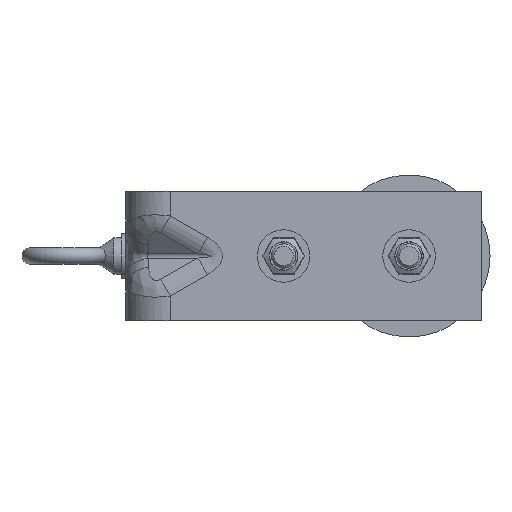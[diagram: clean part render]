
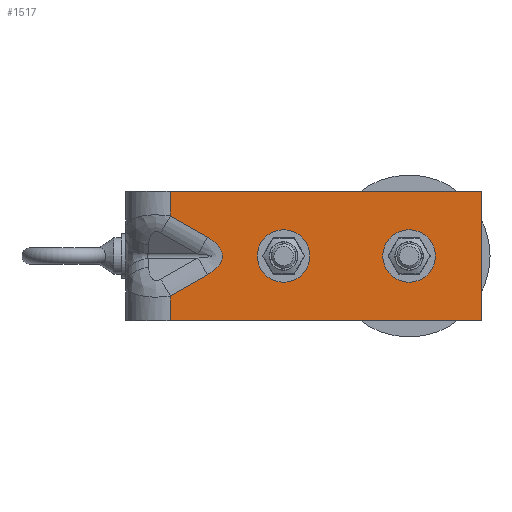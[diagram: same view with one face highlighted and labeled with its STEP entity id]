
A CAD part, left-side view. The second image highlights one B-rep face of the part: STEP entity #1517.
In plain terms, the highlighted planar face has unit normal (-1, 0, 0).
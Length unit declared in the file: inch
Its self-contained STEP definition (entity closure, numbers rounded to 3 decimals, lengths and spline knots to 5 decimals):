
#254=CARTESIAN_POINT('',(0.,3.0625,1.19531));
#255=VERTEX_POINT('',#254);
#256=CARTESIAN_POINT('',(0.,3.0625,1.));
#257=DIRECTION('',(1.0,0.0,0.0));
#258=DIRECTION('',(0.0,0.0,-1.0));
#259=AXIS2_PLACEMENT_3D('',#256,#257,#258);
#260=CIRCLE('',#259,0.19531);
#261=EDGE_CURVE('',#255,#255,#260,.T.);
#352=CARTESIAN_POINT('',(0.0,1.125,1.19531));
#353=VERTEX_POINT('',#352);
#354=CARTESIAN_POINT('',(0.0,1.125,1.));
#355=DIRECTION('',(1.0,0.0,0.0));
#356=DIRECTION('',(0.0,0.0,-1.0));
#357=AXIS2_PLACEMENT_3D('',#354,#355,#356);
#358=CIRCLE('',#357,0.19531);
#359=EDGE_CURVE('',#353,#353,#358,.T.);
#1055=CARTESIAN_POINT('',(0.0,4.8125,1.61603));
#1056=VERTEX_POINT('',#1055);
#1138=CARTESIAN_POINT('',(0.0,4.8125,0.38397));
#1139=VERTEX_POINT('',#1138);
#1182=CARTESIAN_POINT('',(0.0,4.23951,0.7106));
#1183=VERTEX_POINT('',#1182);
#1200=CARTESIAN_POINT('',(0.0,4.8125,0.38397));
#1201=DIRECTION('',(0.0,-0.869,0.495));
#1202=VECTOR('',#1201,0.65955);
#1203=LINE('',#1200,#1202);
#1204=EDGE_CURVE('',#1139,#1183,#1203,.T.);
#1245=CARTESIAN_POINT('',(0.0,4.23951,1.2894));
#1246=VERTEX_POINT('',#1245);
#1264=CARTESIAN_POINT('',(0.0,5.64978,1.));
#1265=DIRECTION('',(-1.0,0.0,0.0));
#1266=DIRECTION('',(0.0,-1.0,0.0));
#1267=AXIS2_PLACEMENT_3D('',#1264,#1265,#1266);
#1268=ELLIPSE('',#1267,1.64464,0.5625);
#1269=EDGE_CURVE('',#1183,#1246,#1268,.T.);
#1280=CARTESIAN_POINT('',(0.0,4.23951,1.2894));
#1281=DIRECTION('',(0.0,0.869,0.495));
#1282=VECTOR('',#1281,0.65955);
#1283=LINE('',#1280,#1282);
#1284=EDGE_CURVE('',#1246,#1056,#1283,.T.);
#1463=CARTESIAN_POINT('',(0.0,0.0,0.0));
#1464=DIRECTION('',(-1.0,0.0,0.0));
#1465=DIRECTION('',(0.0,0.0,1.0));
#1466=AXIS2_PLACEMENT_3D('',#1463,#1464,#1465);
#1467=PLANE('',#1466);
#1468=ORIENTED_EDGE('',*,*,#1284,.F.);
#1469=ORIENTED_EDGE('',*,*,#1269,.F.);
#1470=ORIENTED_EDGE('',*,*,#1204,.F.);
#1471=CARTESIAN_POINT('',(0.0,4.8125,0.0));
#1472=VERTEX_POINT('',#1471);
#1473=CARTESIAN_POINT('',(0.0,4.8125,0.0));
#1474=DIRECTION('',(0.0,0.0,1.0));
#1475=VECTOR('',#1474,0.38397);
#1476=LINE('',#1473,#1475);
#1477=EDGE_CURVE('',#1472,#1139,#1476,.T.);
#1478=ORIENTED_EDGE('',*,*,#1477,.F.);
#1479=CARTESIAN_POINT('',(0.0,0.0,0.0));
#1480=VERTEX_POINT('',#1479);
#1481=CARTESIAN_POINT('',(0.0,0.0,0.0));
#1482=DIRECTION('',(0.0,1.0,0.0));
#1483=VECTOR('',#1482,4.8125);
#1484=LINE('',#1481,#1483);
#1485=EDGE_CURVE('',#1480,#1472,#1484,.T.);
#1486=ORIENTED_EDGE('',*,*,#1485,.F.);
#1487=CARTESIAN_POINT('',(0.0,0.0,2.0));
#1488=VERTEX_POINT('',#1487);
#1489=CARTESIAN_POINT('',(0.0,0.0,0.0));
#1490=DIRECTION('',(0.0,0.0,1.0));
#1491=VECTOR('',#1490,2.0);
#1492=LINE('',#1489,#1491);
#1493=EDGE_CURVE('',#1480,#1488,#1492,.T.);
#1494=ORIENTED_EDGE('',*,*,#1493,.T.);
#1495=CARTESIAN_POINT('',(0.0,4.8125,2.0));
#1496=VERTEX_POINT('',#1495);
#1497=CARTESIAN_POINT('',(0.0,0.0,2.0));
#1498=DIRECTION('',(0.0,1.0,0.0));
#1499=VECTOR('',#1498,4.8125);
#1500=LINE('',#1497,#1499);
#1501=EDGE_CURVE('',#1488,#1496,#1500,.T.);
#1502=ORIENTED_EDGE('',*,*,#1501,.T.);
#1503=CARTESIAN_POINT('',(0.0,4.8125,1.61603));
#1504=DIRECTION('',(0.0,0.0,1.0));
#1505=VECTOR('',#1504,0.38397);
#1506=LINE('',#1503,#1505);
#1507=EDGE_CURVE('',#1056,#1496,#1506,.T.);
#1508=ORIENTED_EDGE('',*,*,#1507,.F.);
#1509=EDGE_LOOP('',(#1468,#1469,#1470,#1478,#1486,#1494,#1502,#1508));
#1510=FACE_OUTER_BOUND('',#1509,.T.);
#1511=ORIENTED_EDGE('',*,*,#261,.T.);
#1512=EDGE_LOOP('',(#1511));
#1513=FACE_BOUND('',#1512,.T.);
#1514=ORIENTED_EDGE('',*,*,#359,.T.);
#1515=EDGE_LOOP('',(#1514));
#1516=FACE_BOUND('',#1515,.T.);
#1517=ADVANCED_FACE('',(#1510,#1513,#1516),#1467,.T.);
